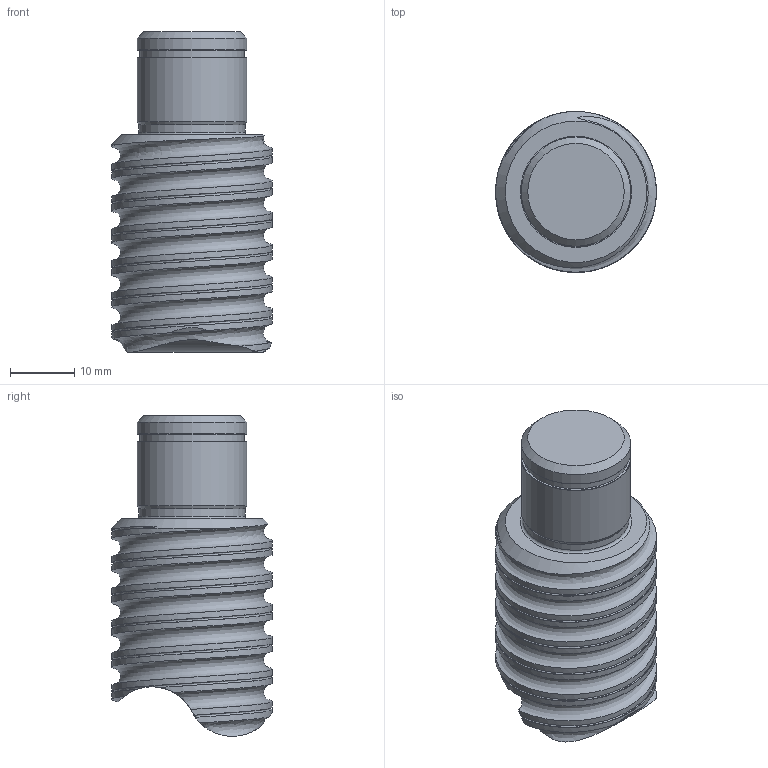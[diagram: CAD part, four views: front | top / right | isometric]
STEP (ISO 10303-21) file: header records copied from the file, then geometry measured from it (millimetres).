
FILE_DESCRIPTION(/* description */ ('Alibre Inc.'),/* implementation_level */ '2;1');
FILE_NAME(/* name */ 'export-D294872A-918C-4BD6-801F-EFEBA109B24B',/* time_stamp */ '2020-06-16T11:45:35+02:00',/* author */ (''),/* organization */ (''),/* preprocessor_version */ 'ST-DEVELOPER v17',/* originating_system */ 'Alibre',/* authorisation */ '');
FILE_SCHEMA (('AUTOMOTIVE_DESIGN'));
Length unit declared in the file: centimetre
Bounding box: 25 x 25 x 49.85 mm (x, y, z)
Volume: 16805 mm3; surface area: 4943.5 mm2
Topology: 2 solids, 2 shells, 35 faces, 79 edges, 51 vertices
Faces by surface type: cylinder 15, bspline 10, cone 5, plane 4, torus 1
Full cylindrical faces by diameter (mm): 16.2 x1, 16.5 x1, 17 x2
Entity records: 13395 total; most frequent: CARTESIAN_POINT 12812, ORIENTED_EDGE 136, EDGE_CURVE 68, DIRECTION 58, VERTEX_POINT 50, EDGE_LOOP 48, FACE_BOUND 48, B_SPLINE_CURVE_WITH_KNOTS 40
